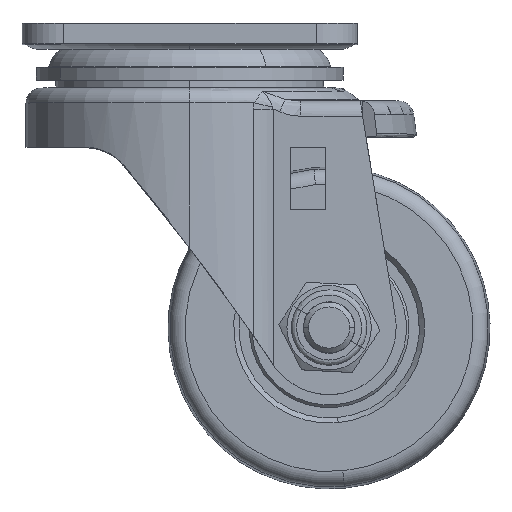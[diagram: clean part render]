
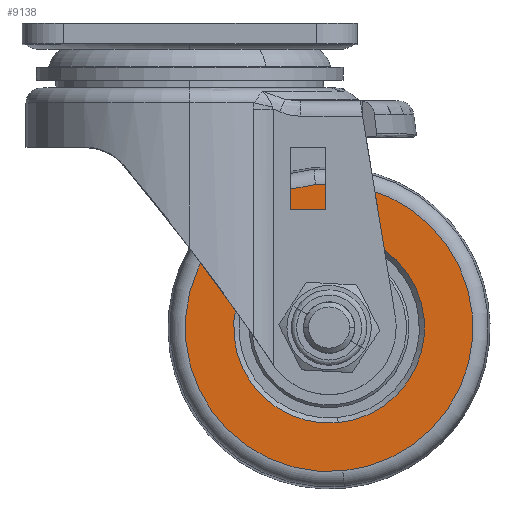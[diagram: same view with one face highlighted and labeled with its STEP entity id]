
A CAD part, top view. The second image highlights one B-rep face of the part: STEP entity #9138.
In plain terms, the highlighted face is planar.
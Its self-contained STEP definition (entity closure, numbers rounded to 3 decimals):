
#140 = FACE_OUTER_BOUND ( 'NONE', #6515, .T. ) ;
#241 = ORIENTED_EDGE ( 'NONE', *, *, #9893, .T. ) ;
#1034 = CIRCLE ( 'NONE', #8984, 27.883 ) ;
#1387 = CARTESIAN_POINT ( 'NONE',  ( -20.75, -27.883, 0. ) ) ;
#1486 = AXIS2_PLACEMENT_3D ( 'NONE', #13415, #10317, #8905 ) ;
#1503 = CIRCLE ( 'NONE', #7041, 27.883 ) ;
#2199 = DIRECTION ( 'NONE',  ( 1., 0., 0. ) ) ;
#2397 = DIRECTION ( 'NONE',  ( -1., 0., 0. ) ) ;
#2471 = FACE_BOUND ( 'NONE', #5589, .T. ) ;
#3278 = DIRECTION ( 'NONE',  ( 0., 1., 0. ) ) ;
#4347 = CIRCLE ( 'NONE', #1486, 18.5 ) ;
#4423 = EDGE_CURVE ( 'NONE', #4803, #12998, #1034, .T. ) ;
#4803 = VERTEX_POINT ( 'NONE', #5851 ) ;
#5589 = EDGE_LOOP ( 'NONE', ( #13845, #241 ) ) ;
#5779 = EDGE_CURVE ( 'NONE', #6975, #13690, #10160, .T. ) ;
#5851 = CARTESIAN_POINT ( 'NONE',  ( -20.75, 27.883, 0. ) ) ;
#6515 = EDGE_LOOP ( 'NONE', ( #11640, #14269 ) ) ;
#6728 = CARTESIAN_POINT ( 'NONE',  ( -20.75, 0., 0. ) ) ;
#6846 = CARTESIAN_POINT ( 'NONE',  ( -20.75, 18.5, 0. ) ) ;
#6975 = VERTEX_POINT ( 'NONE', #14648 ) ;
#7041 = AXIS2_PLACEMENT_3D ( 'NONE', #11351, #9332, #8047 ) ;
#7078 = CARTESIAN_POINT ( 'NONE',  ( -20.75, 18.5, 0. ) ) ;
#7140 = EDGE_CURVE ( 'NONE', #12998, #4803, #1503, .T. ) ;
#7478 = AXIS2_PLACEMENT_3D ( 'NONE', #6846, #2397, #13841 ) ;
#8047 = DIRECTION ( 'NONE',  ( 0., 1., 0. ) ) ;
#8905 = DIRECTION ( 'NONE',  ( 0., 1., 0. ) ) ;
#8984 = AXIS2_PLACEMENT_3D ( 'NONE', #6728, #2199, #13719 ) ;
#9079 = CARTESIAN_POINT ( 'NONE',  ( -20.75, 0., 0. ) ) ;
#9138 = ADVANCED_FACE ( 'NONE', ( #2471, #140 ), #14801, .T. ) ;
#9332 = DIRECTION ( 'NONE',  ( 1., 0., 0. ) ) ;
#9893 = EDGE_CURVE ( 'NONE', #13690, #6975, #4347, .T. ) ;
#10160 = CIRCLE ( 'NONE', #14725, 18.5 ) ;
#10317 = DIRECTION ( 'NONE',  ( 1., 0., 0. ) ) ;
#11351 = CARTESIAN_POINT ( 'NONE',  ( -20.75, 0., 0. ) ) ;
#11640 = ORIENTED_EDGE ( 'NONE', *, *, #4423, .F. ) ;
#12998 = VERTEX_POINT ( 'NONE', #1387 ) ;
#13415 = CARTESIAN_POINT ( 'NONE',  ( -20.75, 0., 0. ) ) ;
#13589 = DIRECTION ( 'NONE',  ( 1., 0., 0. ) ) ;
#13690 = VERTEX_POINT ( 'NONE', #7078 ) ;
#13719 = DIRECTION ( 'NONE',  ( 0., 1., 0. ) ) ;
#13841 = DIRECTION ( 'NONE',  ( 0., -1., 0. ) ) ;
#13845 = ORIENTED_EDGE ( 'NONE', *, *, #5779, .T. ) ;
#14269 = ORIENTED_EDGE ( 'NONE', *, *, #7140, .F. ) ;
#14648 = CARTESIAN_POINT ( 'NONE',  ( -20.75, -18.5, 0. ) ) ;
#14725 = AXIS2_PLACEMENT_3D ( 'NONE', #9079, #13589, #3278 ) ;
#14801 = PLANE ( 'NONE',  #7478 ) ;
